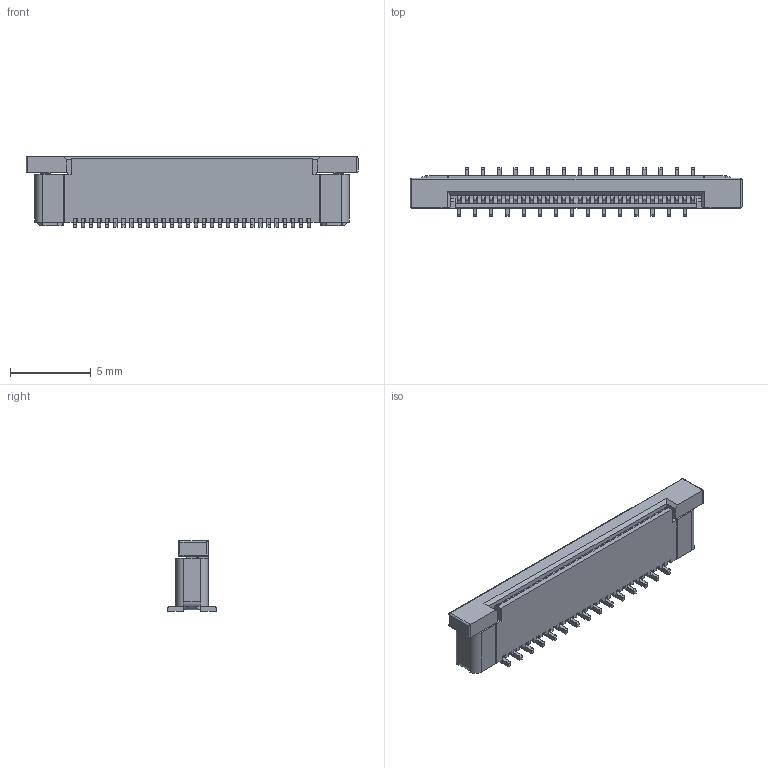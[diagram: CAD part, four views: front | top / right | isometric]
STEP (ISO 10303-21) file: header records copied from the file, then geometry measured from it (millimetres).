
FILE_DESCRIPTION (( 'STEP AP214' ), '1' );
FILE_NAME ('con30p_0d5mm_li.STEP', '2024-11-19T05:44:08', ( '' ), ( '' ), 'SwSTEP 2.0', 'SolidWorks 2021', '' );
FILE_SCHEMA (( 'AUTOMOTIVE_DESIGN' ));
Length unit declared in the file: millimetre
Products named in the file (1): con30p_0d5mm_li
Bounding box: 20.6 x 3 x 4.4 mm (x, y, z)
Volume: 120.3 mm3; surface area: 898.2 mm2
Topology: 34 solids, 34 shells, 1199 faces, 3443 edges, 2252 vertices
Faces by surface type: plane 954, cylinder 241, sphere 4
Entity records: 39547 total; most frequent: CARTESIAN_POINT 6927, ORIENTED_EDGE 6878, DIRECTION 6297, EDGE_CURVE 3439, VECTOR 2957, LINE 2957, VERTEX_POINT 2252, AXIS2_PLACEMENT_3D 1670
